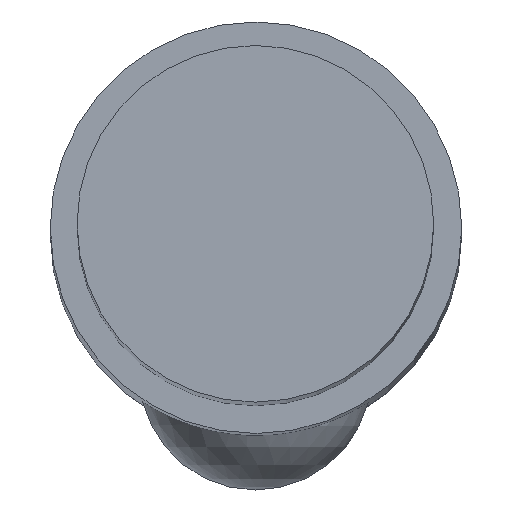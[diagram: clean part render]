
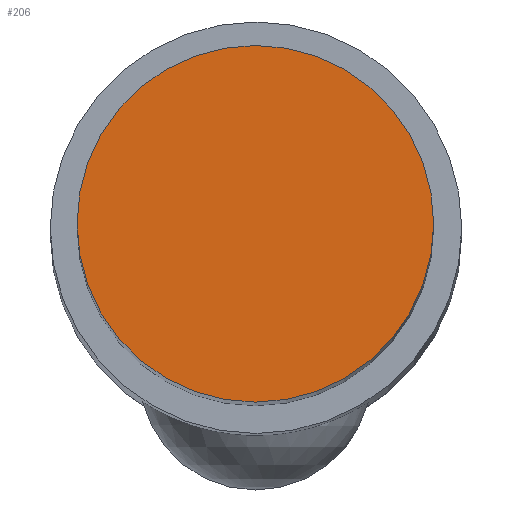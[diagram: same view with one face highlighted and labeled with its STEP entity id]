
A CAD part, top view. The second image highlights one B-rep face of the part: STEP entity #206.
In plain terms, the highlighted planar face has unit normal (0, 0, 1).
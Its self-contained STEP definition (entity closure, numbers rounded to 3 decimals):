
#51=FACE_OUTER_BOUND('',#67,.T.);
#67=EDGE_LOOP('',(#160));
#83=CIRCLE('',#252,1.3);
#99=VERTEX_POINT('',#362);
#122=EDGE_CURVE('',#99,#99,#83,.T.);
#160=ORIENTED_EDGE('',*,*,#122,.T.);
#195=PLANE('',#253);
#206=ADVANCED_FACE('',(#51),#195,.T.);
#252=AXIS2_PLACEMENT_3D('',#364,#298,#299);
#253=AXIS2_PLACEMENT_3D('',#365,#300,#301);
#298=DIRECTION('center_axis',(0.,0.,1.));
#299=DIRECTION('ref_axis',(1.,0.,0.));
#300=DIRECTION('center_axis',(0.,0.,1.));
#301=DIRECTION('ref_axis',(1.,0.,0.));
#362=CARTESIAN_POINT('',(1.273,-0.363,53.454));
#364=CARTESIAN_POINT('Origin',(-0.027,-0.363,53.454));
#365=CARTESIAN_POINT('Origin',(-0.027,-0.363,53.454));
